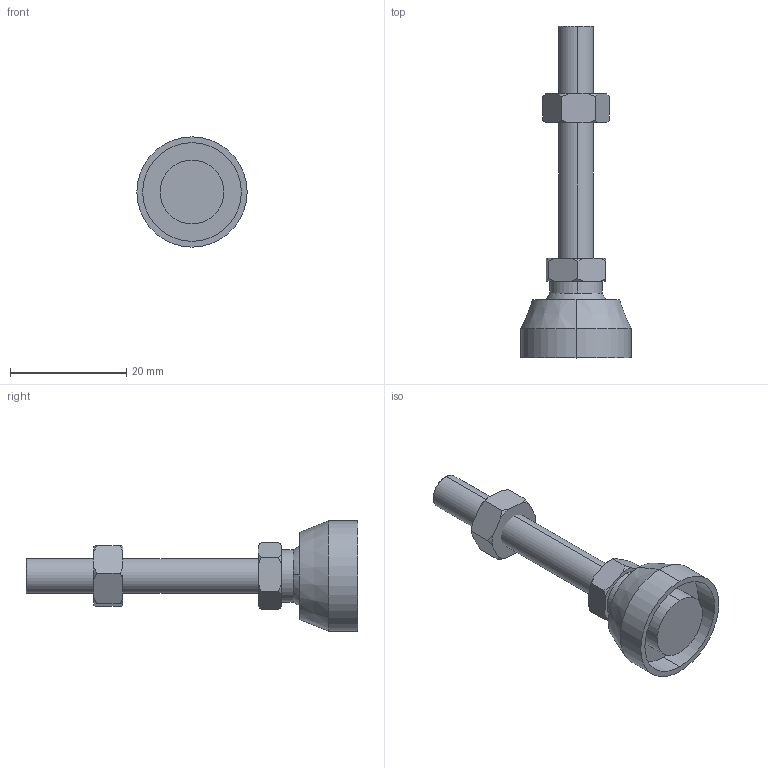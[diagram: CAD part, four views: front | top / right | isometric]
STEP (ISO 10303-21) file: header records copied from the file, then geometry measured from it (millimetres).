
FILE_DESCRIPTION (( 'STEP AP214' ), '1' );
FILE_NAME ('T30 Îïîðà ðåãóëèðóåìàÿ Ô19 Ì6õ40.STEP', '2019-05-21T11:43:46', ( 'Windows User' ), ( '' ), 'SwSTEP 2.0', 'SolidWorks 2018', '' );
FILE_SCHEMA (( 'AUTOMOTIVE_DESIGN' ));
Length unit declared in the file: millimetre
Products named in the file (4): T30 Îïîðà ðåãóëèðóåìàÿ Ô19 Ì6õ40,Âèíò_00; T30 Îïîðà ðåãóëèðóåìàÿ Ô19 Ì6õ40,Ãàéêà_00; T30 Îïîðà ðåãóëèðóåìàÿ Ô19 Ì6õ40; T30 Îïîðà ðåãóëèðóåìàÿ Ô19 Ì6õ40,Îïîðà_00
Assembly tree (3 placements, depth 2):
  T30 Îïîðà ðåãóëèðóåìàÿ Ô19 Ì6õ40
    T30 Îïîðà ðåãóëèðóåìàÿ Ô19 Ì6õ40,Îïîðà_00
    T30 Îïîðà ðåãóëèðóåìàÿ Ô19 Ì6õ40,Âèíò_00
    T30 Îïîðà ðåãóëèðóåìàÿ Ô19 Ì6õ40,Ãàéêà_00
Bounding box: 19 x 57.17 x 19 mm (x, y, z)
Volume: 4041.8 mm3; surface area: 3306.3 mm2
Topology: 3 solids, 5 shells, 82 faces, 203 edges, 129 vertices
Faces by surface type: cone 40, plane 24, cylinder 14, sphere 4
Entity records: 2644 total; most frequent: CARTESIAN_POINT 582, DIRECTION 398, ORIENTED_EDGE 384, EDGE_CURVE 192, AXIS2_PLACEMENT_3D 166, VERTEX_POINT 126, EDGE_LOOP 90, FACE_OUTER_BOUND 82
